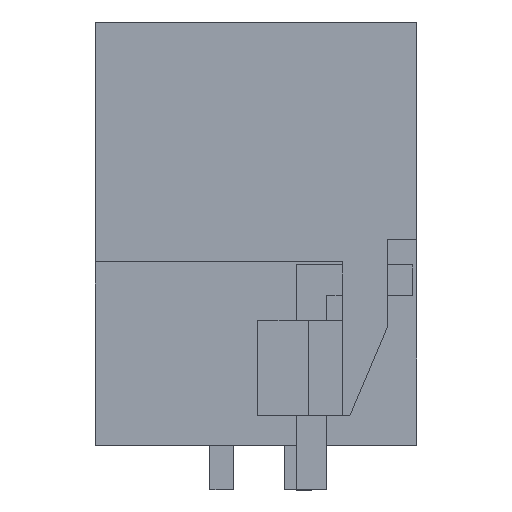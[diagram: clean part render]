
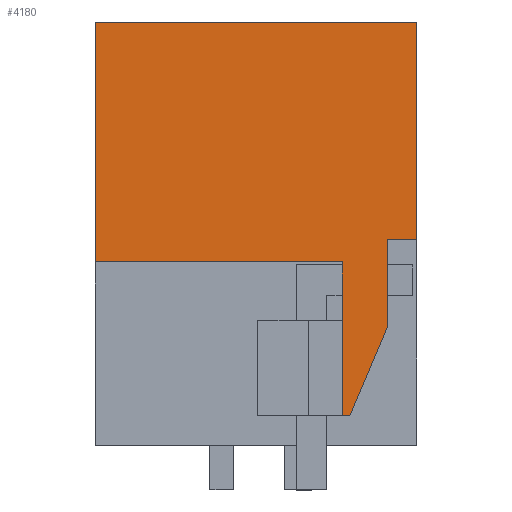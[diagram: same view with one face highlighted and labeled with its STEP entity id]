
A CAD part, left-side view. The second image highlights one B-rep face of the part: STEP entity #4180.
In plain terms, the highlighted planar face has unit normal (-1, 0, 0).
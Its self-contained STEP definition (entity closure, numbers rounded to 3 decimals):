
#4127=AXIS2_PLACEMENT_3D('Plane Axis2P3D',#4124,#4125,#4126) ;
#183=CARTESIAN_POINT('Vertex',(0.,10.8,15.7)) ;
#186=CARTESIAN_POINT('Line Origine',(0.,5.4,15.7)) ;
#190=CARTESIAN_POINT('Vertex',(0.,0.,15.7)) ;
#1981=CARTESIAN_POINT('Line Origine',(0.,0.,12.05)) ;
#1985=CARTESIAN_POINT('Vertex',(0.,0.,8.4)) ;
#2701=CARTESIAN_POINT('Vertex',(0.,10.8,7.65)) ;
#2704=CARTESIAN_POINT('Line Origine',(0.,10.8,11.675)) ;
#4124=CARTESIAN_POINT('Axis2P3D Location',(0.,10.8,-2.)) ;
#4129=CARTESIAN_POINT('Line Origine',(0.,6.65,7.65)) ;
#4133=CARTESIAN_POINT('Vertex',(0.,2.5,7.65)) ;
#4136=CARTESIAN_POINT('Line Origine',(0.,2.5,5.075)) ;
#4140=CARTESIAN_POINT('Vertex',(0.,2.5,2.5)) ;
#4143=CARTESIAN_POINT('Line Origine',(0.,2.375,2.5)) ;
#4147=CARTESIAN_POINT('Vertex',(0.,2.25,2.5)) ;
#4150=CARTESIAN_POINT('Line Origine',(0.,1.623,3.979)) ;
#4154=CARTESIAN_POINT('Vertex',(0.,0.997,5.458)) ;
#4157=CARTESIAN_POINT('Line Origine',(0.,0.997,6.929)) ;
#4161=CARTESIAN_POINT('Vertex',(0.,0.997,8.4)) ;
#4164=CARTESIAN_POINT('Line Origine',(0.,0.498,8.4)) ;
#187=DIRECTION('Vector Direction',(0.,-1.,0.)) ;
#1982=DIRECTION('Vector Direction',(0.,0.,1.)) ;
#2705=DIRECTION('Vector Direction',(0.,0.,1.)) ;
#4125=DIRECTION('Axis2P3D Direction',(-1.,0.,0.)) ;
#4126=DIRECTION('Axis2P3D XDirection',(0.,-1.,0.)) ;
#4130=DIRECTION('Vector Direction',(0.,1.,0.)) ;
#4137=DIRECTION('Vector Direction',(0.,0.,1.)) ;
#4144=DIRECTION('Vector Direction',(0.,-1.,0.)) ;
#4151=DIRECTION('Vector Direction',(0.,0.39,-0.921)) ;
#4158=DIRECTION('Vector Direction',(0.,0.,1.)) ;
#4165=DIRECTION('Vector Direction',(0.,-1.,0.)) ;
#188=VECTOR('Line Direction',#187,1.) ;
#1983=VECTOR('Line Direction',#1982,1.) ;
#2706=VECTOR('Line Direction',#2705,1.) ;
#4131=VECTOR('Line Direction',#4130,1.) ;
#4138=VECTOR('Line Direction',#4137,1.) ;
#4145=VECTOR('Line Direction',#4144,1.) ;
#4152=VECTOR('Line Direction',#4151,1.) ;
#4159=VECTOR('Line Direction',#4158,1.) ;
#4166=VECTOR('Line Direction',#4165,1.) ;
#4170=ORIENTED_EDGE('',*,*,#1987,.T.) ;
#4171=ORIENTED_EDGE('',*,*,#192,.T.) ;
#4172=ORIENTED_EDGE('',*,*,#2708,.T.) ;
#4173=ORIENTED_EDGE('',*,*,#4135,.F.) ;
#4174=ORIENTED_EDGE('',*,*,#4142,.F.) ;
#4175=ORIENTED_EDGE('',*,*,#4149,.F.) ;
#4176=ORIENTED_EDGE('',*,*,#4156,.F.) ;
#4177=ORIENTED_EDGE('',*,*,#4163,.F.) ;
#4178=ORIENTED_EDGE('',*,*,#4168,.F.) ;
#4180=ADVANCED_FACE('HOUSING',(#4179),#4128,.T.) ;
#192=EDGE_CURVE('',#191,#184,#189,.F.) ;
#1987=EDGE_CURVE('',#1986,#191,#1984,.T.) ;
#2708=EDGE_CURVE('',#184,#2702,#2707,.F.) ;
#4135=EDGE_CURVE('',#4134,#2702,#4132,.T.) ;
#4142=EDGE_CURVE('',#4141,#4134,#4139,.T.) ;
#4149=EDGE_CURVE('',#4148,#4141,#4146,.F.) ;
#4156=EDGE_CURVE('',#4155,#4148,#4153,.T.) ;
#4163=EDGE_CURVE('',#4162,#4155,#4160,.F.) ;
#4168=EDGE_CURVE('',#1986,#4162,#4167,.F.) ;
#4169=EDGE_LOOP('',(#4170,#4171,#4172,#4173,#4174,#4175,#4176,#4177,#4178)) ;
#4179=FACE_OUTER_BOUND('',#4169,.T.) ;
#189=LINE('Line',#186,#188) ;
#1984=LINE('Line',#1981,#1983) ;
#2707=LINE('Line',#2704,#2706) ;
#4132=LINE('Line',#4129,#4131) ;
#4139=LINE('Line',#4136,#4138) ;
#4146=LINE('Line',#4143,#4145) ;
#4153=LINE('Line',#4150,#4152) ;
#4160=LINE('Line',#4157,#4159) ;
#4167=LINE('Line',#4164,#4166) ;
#4128=PLANE('',#4127) ;
#184=VERTEX_POINT('',#183) ;
#191=VERTEX_POINT('',#190) ;
#1986=VERTEX_POINT('',#1985) ;
#2702=VERTEX_POINT('',#2701) ;
#4134=VERTEX_POINT('',#4133) ;
#4141=VERTEX_POINT('',#4140) ;
#4148=VERTEX_POINT('',#4147) ;
#4155=VERTEX_POINT('',#4154) ;
#4162=VERTEX_POINT('',#4161) ;
